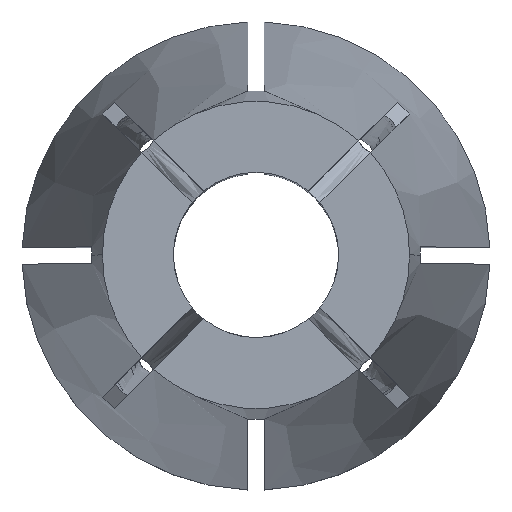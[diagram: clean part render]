
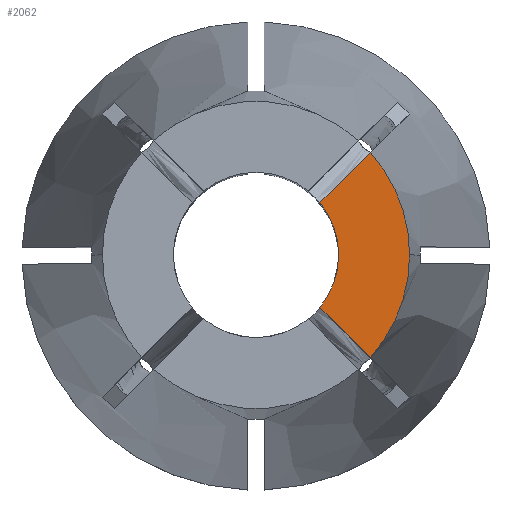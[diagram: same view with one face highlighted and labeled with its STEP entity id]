
A CAD part, top view. The second image highlights one B-rep face of the part: STEP entity #2062.
In plain terms, the highlighted planar face has unit normal (0, 0, 1).
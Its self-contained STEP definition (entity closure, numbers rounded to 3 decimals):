
#62 = DIRECTION ( 'NONE',  ( -0.707, 0.707, 0. ) ) ;
#155 = EDGE_CURVE ( 'NONE', #1641, #1821, #1168, .T. ) ;
#169 = LINE ( 'NONE', #2234, #622 ) ;
#238 = AXIS2_PLACEMENT_3D ( 'NONE', #1964, #1998, #2347 ) ;
#297 = DIRECTION ( 'NONE',  ( 0., 0., -1. ) ) ;
#344 = AXIS2_PLACEMENT_3D ( 'NONE', #1917, #1981, #2021 ) ;
#359 = ORIENTED_EDGE ( 'NONE', *, *, #400, .F. ) ;
#400 = EDGE_CURVE ( 'NONE', #1241, #2601, #2527, .T. ) ;
#466 = LINE ( 'NONE', #2829, #2088 ) ;
#589 = AXIS2_PLACEMENT_3D ( 'NONE', #1277, #1292, #1267 ) ;
#609 = EDGE_CURVE ( 'NONE', #1083, #1641, #2249, .T. ) ;
#622 = VECTOR ( 'NONE', #1773, 1000. ) ;
#658 = FACE_OUTER_BOUND ( 'NONE', #2039, .T. ) ;
#840 = DIRECTION ( 'NONE',  ( -1., 0., 0. ) ) ;
#1000 = EDGE_CURVE ( 'NONE', #1083, #2936, #466, .T. ) ;
#1083 = VERTEX_POINT ( 'NONE', #2966 ) ;
#1093 = CARTESIAN_POINT ( 'NONE',  ( 0., 0., 0. ) ) ;
#1168 = CIRCLE ( 'NONE', #238, 5.577 ) ;
#1241 = VERTEX_POINT ( 'NONE', #1442 ) ;
#1267 = DIRECTION ( 'NONE',  ( 1., 0., 0. ) ) ;
#1277 = CARTESIAN_POINT ( 'NONE',  ( 0., 0., 0. ) ) ;
#1292 = DIRECTION ( 'NONE',  ( 0., 0., 1. ) ) ;
#1322 = ORIENTED_EDGE ( 'NONE', *, *, #609, .T. ) ;
#1344 = DIRECTION ( 'NONE',  ( 1., 0., 0. ) ) ;
#1442 = CARTESIAN_POINT ( 'NONE',  ( 3., 0., 0. ) ) ;
#1473 = ORIENTED_EDGE ( 'NONE', *, *, #1796, .T. ) ;
#1597 = CARTESIAN_POINT ( 'NONE',  ( 0., 0., 0. ) ) ;
#1615 = CARTESIAN_POINT ( 'NONE',  ( 2.323, 1.899, 0. ) ) ;
#1641 = VERTEX_POINT ( 'NONE', #2208 ) ;
#1772 = ORIENTED_EDGE ( 'NONE', *, *, #155, .T. ) ;
#1773 = DIRECTION ( 'NONE',  ( -0.707, -0.707, 0. ) ) ;
#1796 = EDGE_CURVE ( 'NONE', #1821, #2601, #169, .T. ) ;
#1821 = VERTEX_POINT ( 'NONE', #1832 ) ;
#1832 = CARTESIAN_POINT ( 'NONE',  ( 4.15, 3.726, 0. ) ) ;
#1835 = PLANE ( 'NONE',  #2204 ) ;
#1912 = CARTESIAN_POINT ( 'NONE',  ( 2.323, -1.899, 0. ) ) ;
#1917 = CARTESIAN_POINT ( 'NONE',  ( 0., 0., 0. ) ) ;
#1933 = CIRCLE ( 'NONE', #2298, 3. ) ;
#1964 = CARTESIAN_POINT ( 'NONE',  ( 0., 0., 0. ) ) ;
#1981 = DIRECTION ( 'NONE',  ( 0., 0., 1. ) ) ;
#1990 = ORIENTED_EDGE ( 'NONE', *, *, #2291, .F. ) ;
#1998 = DIRECTION ( 'NONE',  ( 0., 0., 1. ) ) ;
#2021 = DIRECTION ( 'NONE',  ( 1., 0., 0. ) ) ;
#2039 = EDGE_LOOP ( 'NONE', ( #2300, #1322, #1772, #1473, #359, #1990 ) ) ;
#2062 = ADVANCED_FACE ( 'NONE', ( #658 ), #1835, .F. ) ;
#2088 = VECTOR ( 'NONE', #62, 1000. ) ;
#2204 = AXIS2_PLACEMENT_3D ( 'NONE', #1093, #297, #840 ) ;
#2208 = CARTESIAN_POINT ( 'NONE',  ( 5.577, 0., 0. ) ) ;
#2234 = CARTESIAN_POINT ( 'NONE',  ( 0.212, -0.212, 0. ) ) ;
#2249 = CIRCLE ( 'NONE', #589, 5.577 ) ;
#2291 = EDGE_CURVE ( 'NONE', #2936, #1241, #1933, .T. ) ;
#2298 = AXIS2_PLACEMENT_3D ( 'NONE', #1597, #2974, #1344 ) ;
#2300 = ORIENTED_EDGE ( 'NONE', *, *, #1000, .F. ) ;
#2347 = DIRECTION ( 'NONE',  ( 1., 0., 0. ) ) ;
#2527 = CIRCLE ( 'NONE', #344, 3. ) ;
#2601 = VERTEX_POINT ( 'NONE', #1615 ) ;
#2829 = CARTESIAN_POINT ( 'NONE',  ( 0.212, 0.212, 0. ) ) ;
#2936 = VERTEX_POINT ( 'NONE', #1912 ) ;
#2966 = CARTESIAN_POINT ( 'NONE',  ( 4.15, -3.726, 0. ) ) ;
#2974 = DIRECTION ( 'NONE',  ( 0., 0., 1. ) ) ;
